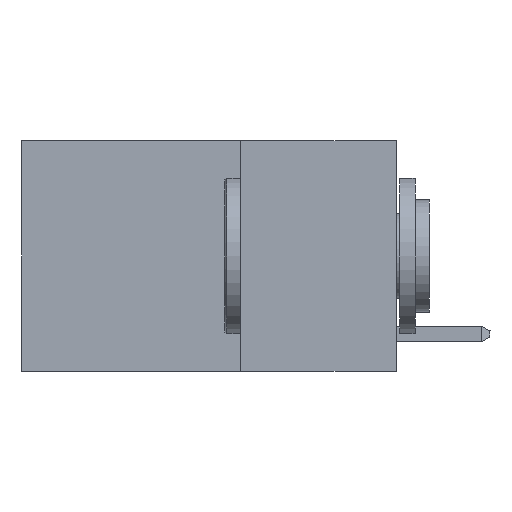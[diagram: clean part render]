
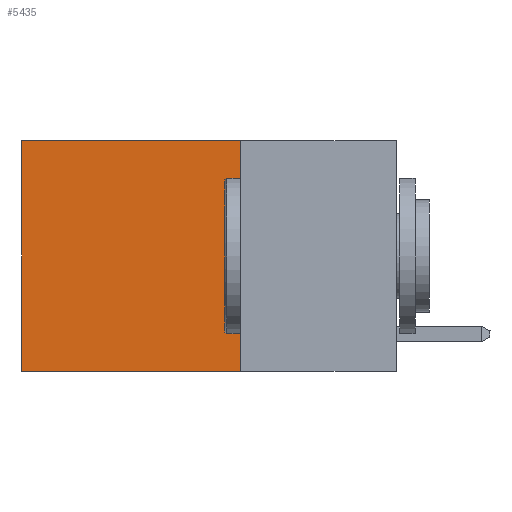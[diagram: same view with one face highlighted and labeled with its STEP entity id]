
A CAD part, left-side view. The second image highlights one B-rep face of the part: STEP entity #5435.
In plain terms, the highlighted planar face has unit normal (-1, 0, 0).
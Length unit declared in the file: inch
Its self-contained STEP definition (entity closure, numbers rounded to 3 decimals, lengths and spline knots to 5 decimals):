
#965 = EDGE_LOOP ( 'NONE', ( #2961, #16019, #11364, #13603 ) ) ;
#2943 = CARTESIAN_POINT ( 'NONE',  ( 0.2625, 0.25, 0. ) ) ;
#2961 = ORIENTED_EDGE ( 'NONE', *, *, #7139, .T. ) ;
#3348 = LINE ( 'NONE', #13384, #10377 ) ;
#3449 = DIRECTION ( 'NONE',  ( 0., 1., 0. ) ) ;
#3762 = CARTESIAN_POINT ( 'NONE',  ( 0.2625, 0.6, -0.37 ) ) ;
#3919 = VERTEX_POINT ( 'NONE', #5039 ) ;
#5039 = CARTESIAN_POINT ( 'NONE',  ( 0.2625, 0.25, 0. ) ) ;
#5074 = CARTESIAN_POINT ( 'NONE',  ( 0.2625, 0.25, -0.37 ) ) ;
#5435 = ADVANCED_FACE ( 'NONE', ( #7076 ), #7166, .F. ) ;
#7076 = FACE_OUTER_BOUND ( 'NONE', #965, .T. ) ;
#7139 = EDGE_CURVE ( 'NONE', #15440, #11544, #14722, .T. ) ;
#7166 = PLANE ( 'NONE',  #9413 ) ;
#7893 = LINE ( 'NONE', #13794, #9559 ) ;
#8807 = CARTESIAN_POINT ( 'NONE',  ( 0.2625, 0.6, 0. ) ) ;
#8826 = CARTESIAN_POINT ( 'NONE',  ( 0.2625, 0.25, -0.37 ) ) ;
#9413 = AXIS2_PLACEMENT_3D ( 'NONE', #2943, #17184, #16131 ) ;
#9421 = DIRECTION ( 'NONE',  ( 0., 0., -1. ) ) ;
#9559 = VECTOR ( 'NONE', #9421, 39.37008 ) ;
#9739 = EDGE_CURVE ( 'NONE', #3919, #13117, #7893, .T. ) ;
#10377 = VECTOR ( 'NONE', #3449, 39.37008 ) ;
#11364 = ORIENTED_EDGE ( 'NONE', *, *, #9739, .F. ) ;
#11544 = VERTEX_POINT ( 'NONE', #3762 ) ;
#11670 = DIRECTION ( 'NONE',  ( 0., 0., -1. ) ) ;
#12342 = LINE ( 'NONE', #5074, #15623 ) ;
#13117 = VERTEX_POINT ( 'NONE', #8826 ) ;
#13384 = CARTESIAN_POINT ( 'NONE',  ( 0.2625, 0.25, 0. ) ) ;
#13603 = ORIENTED_EDGE ( 'NONE', *, *, #15558, .T. ) ;
#13794 = CARTESIAN_POINT ( 'NONE',  ( 0.2625, 0.25, 0. ) ) ;
#14479 = VECTOR ( 'NONE', #11670, 39.37008 ) ;
#14722 = LINE ( 'NONE', #8807, #14479 ) ;
#15296 = DIRECTION ( 'NONE',  ( 0., 1., 0. ) ) ;
#15431 = CARTESIAN_POINT ( 'NONE',  ( 0.2625, 0.6, 0. ) ) ;
#15440 = VERTEX_POINT ( 'NONE', #15431 ) ;
#15558 = EDGE_CURVE ( 'NONE', #3919, #15440, #3348, .T. ) ;
#15623 = VECTOR ( 'NONE', #15296, 39.37008 ) ;
#16019 = ORIENTED_EDGE ( 'NONE', *, *, #18858, .F. ) ;
#16131 = DIRECTION ( 'NONE',  ( 0., 0., -1. ) ) ;
#17184 = DIRECTION ( 'NONE',  ( 1., 0., 0. ) ) ;
#18858 = EDGE_CURVE ( 'NONE', #13117, #11544, #12342, .T. ) ;
